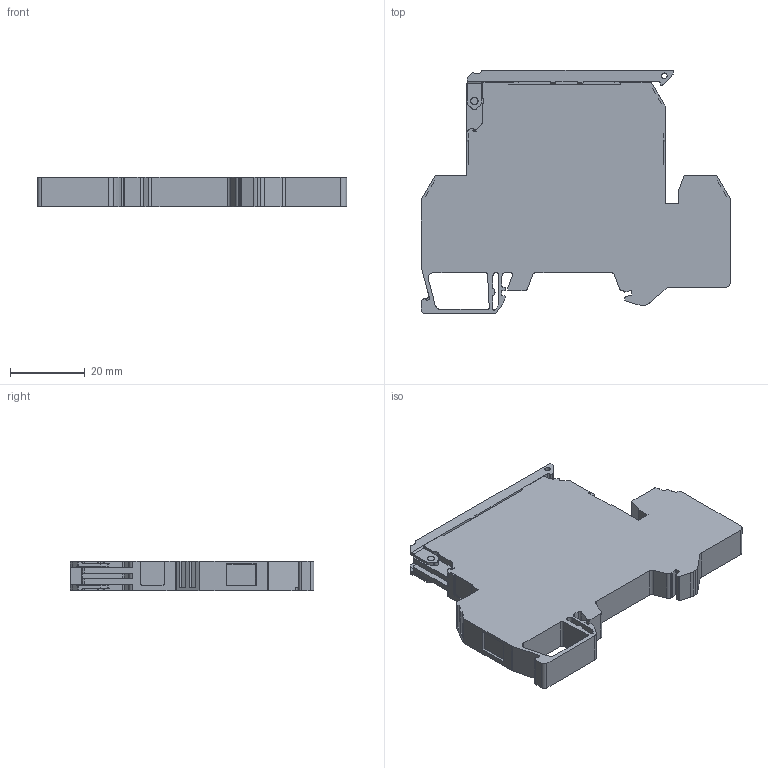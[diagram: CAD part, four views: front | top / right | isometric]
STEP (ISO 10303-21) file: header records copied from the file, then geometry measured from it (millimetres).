
FILE_DESCRIPTION (( 'STEP AP214' ), '1' );
FILE_NAME ('353300_AVK 4FS_Beige.STP', '2013-11-12T11:36:40', ( 'arge' ), ( 'Microsoft' ), 'SwSTEP 2.0', 'SolidWorks 2013', '' );
FILE_SCHEMA (( 'AUTOMOTIVE_DESIGN' ));
Length unit declared in the file: millimetre
Products named in the file (1): 353300_AVK 4FS_Beige
Bounding box: 82.5 x 65 x 8 mm (x, y, z)
Volume: 29625.7 mm3; surface area: 12017.5 mm2
Topology: 1 solids, 1 shells, 317 faces, 908 edges, 598 vertices
Faces by surface type: plane 174, cylinder 133, bspline 6, cone 4
Entity records: 10514 total; most frequent: CARTESIAN_POINT 1989, ORIENTED_EDGE 1808, DIRECTION 1768, EDGE_CURVE 904, VECTOR 622, LINE 622, VERTEX_POINT 598, AXIS2_PLACEMENT_3D 573
